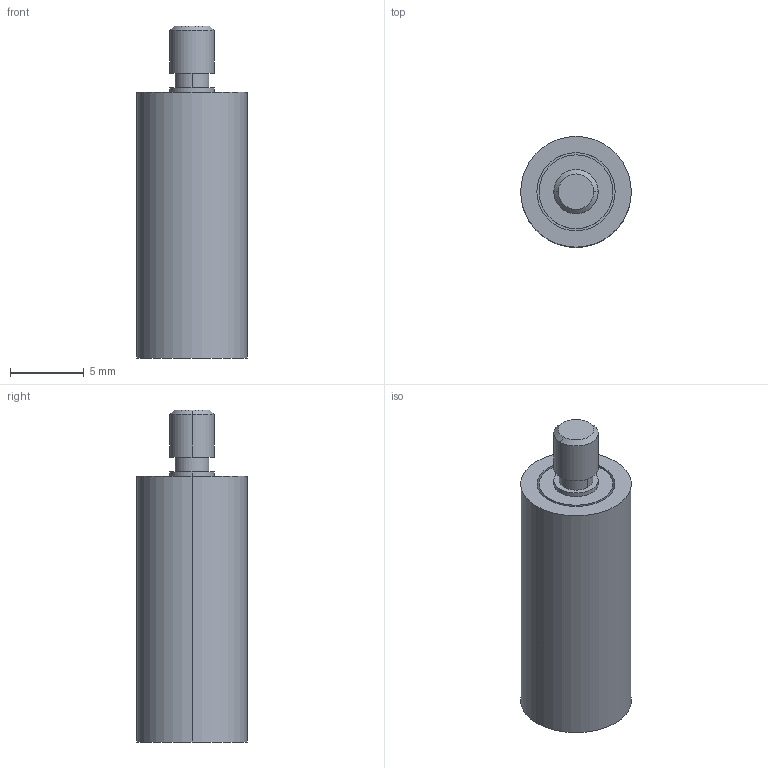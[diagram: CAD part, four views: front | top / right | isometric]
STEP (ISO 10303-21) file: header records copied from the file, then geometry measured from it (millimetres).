
FILE_DESCRIPTION((''),'2;1');
FILE_NAME('00112031402','2019-10-24T',('presta_be4'),(''),'CREO PARAMETRIC BY PTC INC, 2018360','CREO PARAMETRIC BY PTC INC, 2018360','');
FILE_SCHEMA(('CONFIG_CONTROL_DESIGN'));
Length unit declared in the file: millimetre
Products named in the file (1): 00112031402
Bounding box: 7.5 x 7.5 x 22.5 mm (x, y, z)
Volume: 632.1 mm3; surface area: 1371.6 mm2
Topology: 2 solids, 2 shells, 153 faces, 383 edges, 243 vertices
Faces by surface type: cylinder 59, plane 53, cone 21, torus 16, bspline 4
Entity records: 5010 total; most frequent: CARTESIAN_POINT 1283, DIRECTION 786, ORIENTED_EDGE 762, EDGE_CURVE 381, AXIS2_PLACEMENT_3D 326, VERTEX_POINT 243, EDGE_LOOP 182, CIRCLE 177
